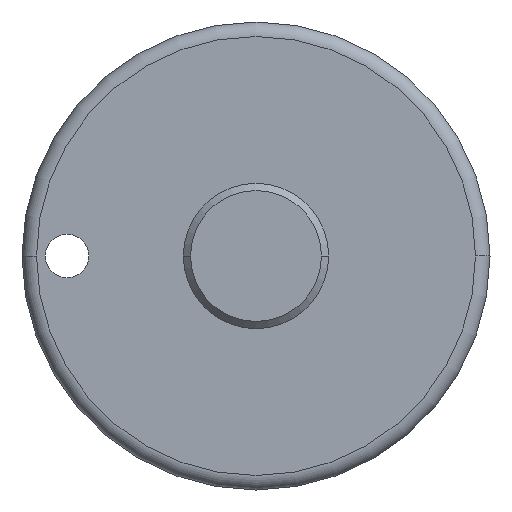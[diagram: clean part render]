
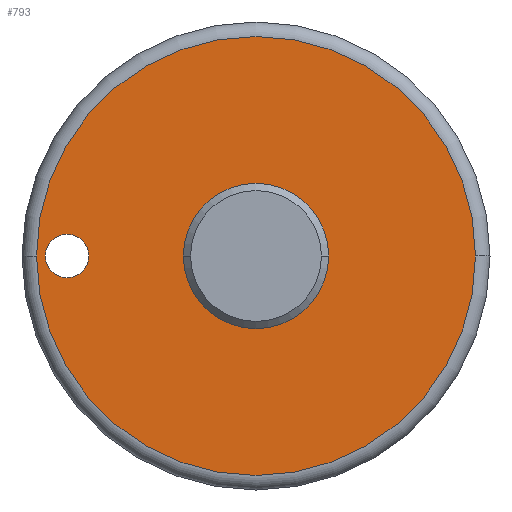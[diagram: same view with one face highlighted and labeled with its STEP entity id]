
A CAD part, left-side view. The second image highlights one B-rep face of the part: STEP entity #793.
In plain terms, the highlighted planar face has unit normal (-1, 0, 0).
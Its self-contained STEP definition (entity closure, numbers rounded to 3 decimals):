
#43 = DIRECTION ( 'NONE',  ( -1., 0., 0. ) ) ;
#58 = CIRCLE ( 'NONE', #401, 1.5 ) ;
#103 = CIRCLE ( 'NONE', #800, 15.1 ) ;
#117 = CIRCLE ( 'NONE', #138, 5. ) ;
#119 = PLANE ( 'NONE',  #165 ) ;
#128 = CARTESIAN_POINT ( 'NONE',  ( -63.681, 16.821, 0. ) ) ;
#138 = AXIS2_PLACEMENT_3D ( 'NONE', #745, #481, #949 ) ;
#160 = CIRCLE ( 'NONE', #288, 15.1 ) ;
#165 = AXIS2_PLACEMENT_3D ( 'NONE', #128, #393, #733 ) ;
#176 = CARTESIAN_POINT ( 'NONE',  ( -63.681, -4.279, 0. ) ) ;
#195 = DIRECTION ( 'NONE',  ( 0., 1., 0. ) ) ;
#226 = CARTESIAN_POINT ( 'NONE',  ( -63.681, 13.721, 0. ) ) ;
#243 = DIRECTION ( 'NONE',  ( 1., 0., 0. ) ) ;
#268 = EDGE_CURVE ( 'NONE', #747, #1046, #58, .T. ) ;
#277 = DIRECTION ( 'NONE',  ( 0., 1., 0. ) ) ;
#288 = AXIS2_PLACEMENT_3D ( 'NONE', #809, #43, #277 ) ;
#291 = ORIENTED_EDGE ( 'NONE', *, *, #268, .T. ) ;
#295 = CARTESIAN_POINT ( 'NONE',  ( -63.681, 0.721, 0. ) ) ;
#310 = AXIS2_PLACEMENT_3D ( 'NONE', #226, #777, #906 ) ;
#324 = CARTESIAN_POINT ( 'NONE',  ( -63.681, 5.721, 0. ) ) ;
#337 = ORIENTED_EDGE ( 'NONE', *, *, #925, .T. ) ;
#369 = EDGE_LOOP ( 'NONE', ( #291, #337 ) ) ;
#377 = ORIENTED_EDGE ( 'NONE', *, *, #840, .T. ) ;
#393 = DIRECTION ( 'NONE',  ( 1., 0., 0. ) ) ;
#396 = AXIS2_PLACEMENT_3D ( 'NONE', #901, #1041, #485 ) ;
#398 = CARTESIAN_POINT ( 'NONE',  ( -63.681, 15.821, 0. ) ) ;
#401 = AXIS2_PLACEMENT_3D ( 'NONE', #518, #243, #524 ) ;
#460 = DIRECTION ( 'NONE',  ( -1., 0., 0. ) ) ;
#462 = CIRCLE ( 'NONE', #396, 5. ) ;
#464 = FACE_BOUND ( 'NONE', #369, .T. ) ;
#481 = DIRECTION ( 'NONE',  ( -1., 0., 0. ) ) ;
#485 = DIRECTION ( 'NONE',  ( 0., -1., 0. ) ) ;
#518 = CARTESIAN_POINT ( 'NONE',  ( -63.681, 13.721, 0. ) ) ;
#524 = DIRECTION ( 'NONE',  ( 0., 1., 0. ) ) ;
#594 = ORIENTED_EDGE ( 'NONE', *, *, #1029, .T. ) ;
#610 = VERTEX_POINT ( 'NONE', #324 ) ;
#615 = CARTESIAN_POINT ( 'NONE',  ( -63.681, -14.379, 0. ) ) ;
#620 = EDGE_LOOP ( 'NONE', ( #983, #1060 ) ) ;
#733 = DIRECTION ( 'NONE',  ( 0., 1., 0. ) ) ;
#745 = CARTESIAN_POINT ( 'NONE',  ( -63.681, 0.721, 0. ) ) ;
#747 = VERTEX_POINT ( 'NONE', #1072 ) ;
#756 = VERTEX_POINT ( 'NONE', #615 ) ;
#777 = DIRECTION ( 'NONE',  ( 1., 0., 0. ) ) ;
#793 = ADVANCED_FACE ( 'NONE', ( #464, #850, #861 ), #119, .F. ) ;
#800 = AXIS2_PLACEMENT_3D ( 'NONE', #295, #460, #195 ) ;
#809 = CARTESIAN_POINT ( 'NONE',  ( -63.681, 0.721, 0. ) ) ;
#840 = EDGE_CURVE ( 'NONE', #756, #989, #103, .T. ) ;
#850 = FACE_OUTER_BOUND ( 'NONE', #981, .T. ) ;
#856 = CIRCLE ( 'NONE', #310, 1.5 ) ;
#861 = FACE_BOUND ( 'NONE', #620, .T. ) ;
#870 = EDGE_CURVE ( 'NONE', #1023, #610, #117, .T. ) ;
#901 = CARTESIAN_POINT ( 'NONE',  ( -63.681, 0.721, 0. ) ) ;
#906 = DIRECTION ( 'NONE',  ( 0., 1., 0. ) ) ;
#925 = EDGE_CURVE ( 'NONE', #1046, #747, #856, .T. ) ;
#949 = DIRECTION ( 'NONE',  ( 0., -1., 0. ) ) ;
#981 = EDGE_LOOP ( 'NONE', ( #594, #377 ) ) ;
#983 = ORIENTED_EDGE ( 'NONE', *, *, #870, .F. ) ;
#988 = EDGE_CURVE ( 'NONE', #610, #1023, #462, .T. ) ;
#989 = VERTEX_POINT ( 'NONE', #398 ) ;
#1023 = VERTEX_POINT ( 'NONE', #176 ) ;
#1029 = EDGE_CURVE ( 'NONE', #989, #756, #160, .T. ) ;
#1038 = CARTESIAN_POINT ( 'NONE',  ( -63.681, 12.221, 0. ) ) ;
#1041 = DIRECTION ( 'NONE',  ( -1., 0., 0. ) ) ;
#1046 = VERTEX_POINT ( 'NONE', #1038 ) ;
#1060 = ORIENTED_EDGE ( 'NONE', *, *, #988, .F. ) ;
#1072 = CARTESIAN_POINT ( 'NONE',  ( -63.681, 15.221, 0. ) ) ;
